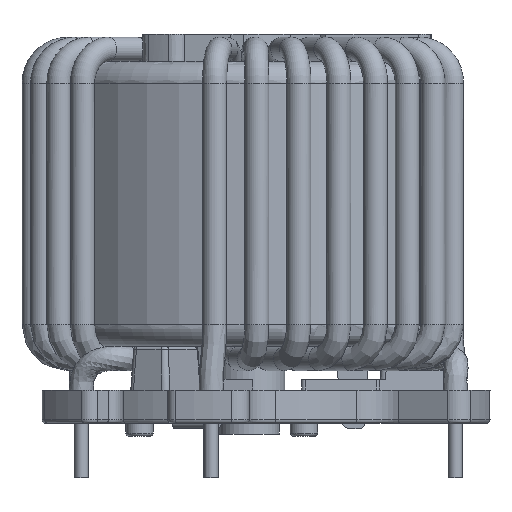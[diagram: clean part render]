
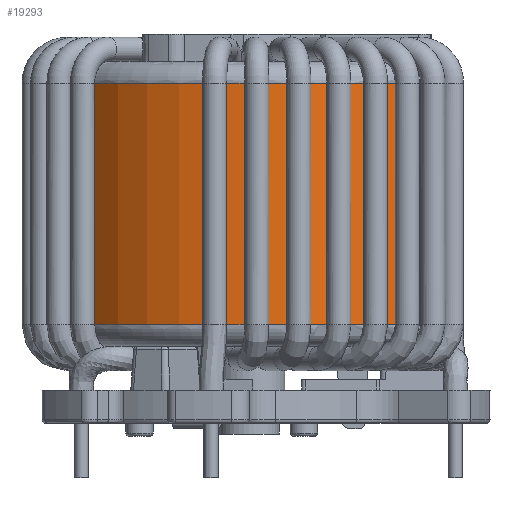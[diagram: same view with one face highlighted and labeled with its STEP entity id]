
A CAD part, left-side view. The second image highlights one B-rep face of the part: STEP entity #19293.
In plain terms, the highlighted cylindrical face has radius 18.6 mm (diameter 37.2 mm), a full revolution.
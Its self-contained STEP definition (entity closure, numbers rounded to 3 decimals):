
#5642=ORIENTED_EDGE('',*,*,#8211,.F.);
#5643=ORIENTED_EDGE('',*,*,#8210,.F.);
#8210=EDGE_CURVE('',#9681,#9681,#10465,.T.);
#8211=EDGE_CURVE('',#9682,#9682,#10466,.T.);
#9681=VERTEX_POINT('',#34850);
#9682=VERTEX_POINT('',#34853);
#10465=CIRCLE('',#20508,18.6);
#10466=CIRCLE('',#20510,18.6);
#11349=EDGE_LOOP('',(#5642));
#11350=EDGE_LOOP('',(#5643));
#12438=FACE_BOUND('',#11349,.T.);
#12439=FACE_BOUND('',#11350,.T.);
#12910=CYLINDRICAL_SURFACE('',#20509,18.6);
#19293=ADVANCED_FACE('',(#12438,#12439),#12910,.T.);
#20508=AXIS2_PLACEMENT_3D('',#34849,#23382,#23383);
#20509=AXIS2_PLACEMENT_3D('',#34851,#23384,#23385);
#20510=AXIS2_PLACEMENT_3D('',#34852,#23386,#23387);
#23382=DIRECTION('',(0.,0.,1.));
#23383=DIRECTION('',(-1.,0.,0.));
#23384=DIRECTION('',(0.,0.,1.));
#23385=DIRECTION('',(1.,0.,0.));
#23386=DIRECTION('',(0.,0.,-1.));
#23387=DIRECTION('',(-1.,0.,0.));
#34849=CARTESIAN_POINT('',(0.,0.,24.2));
#34850=CARTESIAN_POINT('',(-18.6,0.,24.2));
#34851=CARTESIAN_POINT('',(0.,0.,0.2));
#34852=CARTESIAN_POINT('',(0.,0.,2.2));
#34853=CARTESIAN_POINT('',(-18.6,0.,2.2));
